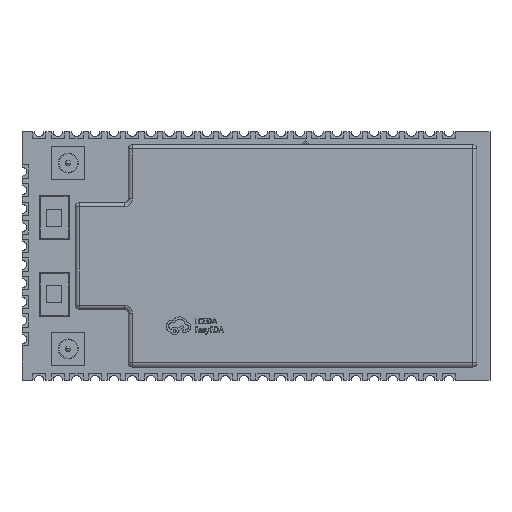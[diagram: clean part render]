
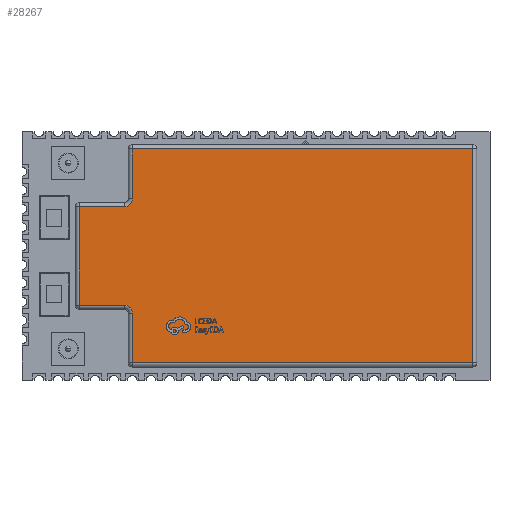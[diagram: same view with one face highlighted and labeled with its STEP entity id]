
A CAD part, top view. The second image highlights one B-rep face of the part: STEP entity #28267.
In plain terms, the highlighted planar face has unit normal (0, 0, 1).
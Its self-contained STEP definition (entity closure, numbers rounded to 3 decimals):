
#181 = EDGE_CURVE ( 'NONE', #16292, #15622, #21870, .T. ) ;
#267 = CARTESIAN_POINT ( 'NONE',  ( -13.3, -3.7, 2.8 ) ) ;
#677 = AXIS2_PLACEMENT_3D ( 'NONE', #4225, #1688, #19817 ) ;
#869 = EDGE_CURVE ( 'NONE', #29248, #1971, #17272, .T. ) ;
#1394 = CARTESIAN_POINT ( 'NONE',  ( -9.9, -4.3, 2.8 ) ) ;
#1396 = CARTESIAN_POINT ( 'NONE',  ( -9.3, -8.05, 2.8 ) ) ;
#1464 = AXIS2_PLACEMENT_3D ( 'NONE', #21803, #15576, #19602 ) ;
#1532 = DIRECTION ( 'NONE',  ( 1., 0., 0. ) ) ;
#1688 = DIRECTION ( 'NONE',  ( 0., 0., 1. ) ) ;
#1724 = VERTEX_POINT ( 'NONE', #27670 ) ;
#1734 = EDGE_CURVE ( 'NONE', #1971, #10388, #12276, .T. ) ;
#1827 = VERTEX_POINT ( 'NONE', #20093 ) ;
#1971 = VERTEX_POINT ( 'NONE', #10457 ) ;
#2467 = ORIENTED_EDGE ( 'NONE', *, *, #16665, .F. ) ;
#3199 = ORIENTED_EDGE ( 'NONE', *, *, #9447, .F. ) ;
#3482 = ORIENTED_EDGE ( 'NONE', *, *, #1734, .T. ) ;
#3895 = CARTESIAN_POINT ( 'NONE',  ( -9.3, 8.05, 2.8 ) ) ;
#4225 = CARTESIAN_POINT ( 'NONE',  ( 0., 0., 2.8 ) ) ;
#4506 = VERTEX_POINT ( 'NONE', #3895 ) ;
#4873 = LINE ( 'NONE', #28023, #28198 ) ;
#5570 = DIRECTION ( 'NONE',  ( 1., 0., 0. ) ) ;
#5734 = CARTESIAN_POINT ( 'NONE',  ( -13.3, -4., 2.8 ) ) ;
#6146 = DIRECTION ( 'NONE',  ( 0., -1., 0. ) ) ;
#7415 = PLANE ( 'NONE',  #677 ) ;
#8407 = CARTESIAN_POINT ( 'NONE',  ( -9.9, 3.7, 2.8 ) ) ;
#8810 = EDGE_LOOP ( 'NONE', ( #29038, #9763, #2467, #22926, #20822, #3482, #15742, #26979, #3199, #10059 ) ) ;
#9447 = EDGE_CURVE ( 'NONE', #25465, #1827, #27064, .T. ) ;
#9763 = ORIENTED_EDGE ( 'NONE', *, *, #181, .T. ) ;
#9949 = FACE_OUTER_BOUND ( 'NONE', #8810, .T. ) ;
#10047 = CARTESIAN_POINT ( 'NONE',  ( 16.6, -8.05, 2.8 ) ) ;
#10059 = ORIENTED_EDGE ( 'NONE', *, *, #10378, .T. ) ;
#10214 = DIRECTION ( 'NONE',  ( 0., 0., 1. ) ) ;
#10378 = EDGE_CURVE ( 'NONE', #25465, #1724, #14295, .T. ) ;
#10388 = VERTEX_POINT ( 'NONE', #23173 ) ;
#10457 = CARTESIAN_POINT ( 'NONE',  ( 16.3, -8.05, 2.8 ) ) ;
#10636 = LINE ( 'NONE', #26464, #25252 ) ;
#10842 = VECTOR ( 'NONE', #27835, 1000. ) ;
#11118 = AXIS2_PLACEMENT_3D ( 'NONE', #1394, #10214, #5570 ) ;
#12276 = LINE ( 'NONE', #18647, #10842 ) ;
#12694 = VECTOR ( 'NONE', #25672, 1000. ) ;
#14295 = LINE ( 'NONE', #18741, #12694 ) ;
#14817 = DIRECTION ( 'NONE',  ( 0., -1., 0. ) ) ;
#14934 = VECTOR ( 'NONE', #19073, 1000. ) ;
#15576 = DIRECTION ( 'NONE',  ( 0., 0., 1. ) ) ;
#15622 = VERTEX_POINT ( 'NONE', #17627 ) ;
#15742 = ORIENTED_EDGE ( 'NONE', *, *, #17181, .T. ) ;
#16292 = VERTEX_POINT ( 'NONE', #267 ) ;
#16441 = VERTEX_POINT ( 'NONE', #18989 ) ;
#16575 = LINE ( 'NONE', #5734, #18675 ) ;
#16665 = EDGE_CURVE ( 'NONE', #16441, #15622, #22944, .T. ) ;
#17181 = EDGE_CURVE ( 'NONE', #10388, #4506, #4873, .T. ) ;
#17272 = LINE ( 'NONE', #10047, #14934 ) ;
#17627 = CARTESIAN_POINT ( 'NONE',  ( -9.9, -3.7, 2.8 ) ) ;
#18647 = CARTESIAN_POINT ( 'NONE',  ( 16.3, 8.35, 2.8 ) ) ;
#18675 = VECTOR ( 'NONE', #14817, 1000. ) ;
#18741 = CARTESIAN_POINT ( 'NONE',  ( -13.6, 3.7, 2.8 ) ) ;
#18989 = CARTESIAN_POINT ( 'NONE',  ( -9.3, -4.3, 2.8 ) ) ;
#19073 = DIRECTION ( 'NONE',  ( 1., 0., 0. ) ) ;
#19523 = CARTESIAN_POINT ( 'NONE',  ( -9.6, -3.7, 2.8 ) ) ;
#19602 = DIRECTION ( 'NONE',  ( 1., 0., 0. ) ) ;
#19712 = LINE ( 'NONE', #23706, #26791 ) ;
#19817 = DIRECTION ( 'NONE',  ( 1., 0., 0. ) ) ;
#20093 = CARTESIAN_POINT ( 'NONE',  ( -9.3, 4.3, 2.8 ) ) ;
#20822 = ORIENTED_EDGE ( 'NONE', *, *, #869, .T. ) ;
#21803 = CARTESIAN_POINT ( 'NONE',  ( -9.9, 4.3, 2.8 ) ) ;
#21870 = LINE ( 'NONE', #19523, #22761 ) ;
#22761 = VECTOR ( 'NONE', #1532, 1000. ) ;
#22926 = ORIENTED_EDGE ( 'NONE', *, *, #27364, .T. ) ;
#22944 = CIRCLE ( 'NONE', #11118, 0.6 ) ;
#23173 = CARTESIAN_POINT ( 'NONE',  ( 16.3, 8.05, 2.8 ) ) ;
#23706 = CARTESIAN_POINT ( 'NONE',  ( -9.3, 4., 2.8 ) ) ;
#25252 = VECTOR ( 'NONE', #6146, 1000. ) ;
#25465 = VERTEX_POINT ( 'NONE', #8407 ) ;
#25636 = DIRECTION ( 'NONE',  ( -1., 0., 0. ) ) ;
#25672 = DIRECTION ( 'NONE',  ( -1., 0., 0. ) ) ;
#26464 = CARTESIAN_POINT ( 'NONE',  ( -9.3, -8.35, 2.8 ) ) ;
#26791 = VECTOR ( 'NONE', #28768, 1000. ) ;
#26979 = ORIENTED_EDGE ( 'NONE', *, *, #29063, .T. ) ;
#27023 = EDGE_CURVE ( 'NONE', #1724, #16292, #16575, .T. ) ;
#27064 = CIRCLE ( 'NONE', #1464, 0.6 ) ;
#27364 = EDGE_CURVE ( 'NONE', #16441, #29248, #10636, .T. ) ;
#27670 = CARTESIAN_POINT ( 'NONE',  ( -13.3, 3.7, 2.8 ) ) ;
#27835 = DIRECTION ( 'NONE',  ( 0., 1., 0. ) ) ;
#28023 = CARTESIAN_POINT ( 'NONE',  ( -9.6, 8.05, 2.8 ) ) ;
#28198 = VECTOR ( 'NONE', #25636, 1000. ) ;
#28267 = ADVANCED_FACE ( 'NONE', ( #9949 ), #7415, .T. ) ;
#28768 = DIRECTION ( 'NONE',  ( 0., -1., 0. ) ) ;
#29038 = ORIENTED_EDGE ( 'NONE', *, *, #27023, .T. ) ;
#29063 = EDGE_CURVE ( 'NONE', #4506, #1827, #19712, .T. ) ;
#29248 = VERTEX_POINT ( 'NONE', #1396 ) ;
